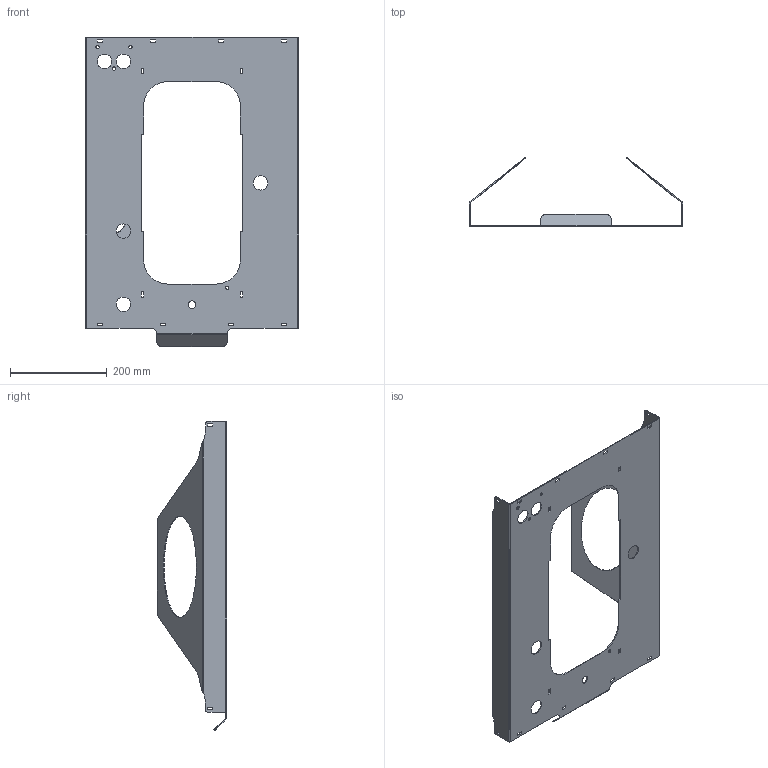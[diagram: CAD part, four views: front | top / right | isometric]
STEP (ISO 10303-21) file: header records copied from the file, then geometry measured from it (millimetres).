
FILE_DESCRIPTION((' '),'2;1');
FILE_NAME( '10 30 422 (Car Main Plate).stp', '2025-03-20T15:50:24', (' '), ('--- ---'), ' V2025.1 Dec 16 2024', ' 2025 (c)', ' ');
FILE_SCHEMA(('AP242_MANAGED_MODEL_BASED_3D_ENGINEERING_MIM_LF { 1 0 10303 442 1 1 4 }'));
Length unit declared in the file: millimetre
Products named in the file (1): 10 30 422 (Car Main Plate)
Bounding box: 441 x 143.51 x 639.98 mm (x, y, z)
Volume: 607314.6 mm3; surface area: 619081.9 mm2
Topology: 1 solids, 1 shells, 424 faces, 1226 edges, 804 vertices
Faces by surface type: plane 374, cylinder 40, bspline 10
Full cylindrical faces by diameter (mm): 6.5 x1, 7 x3, 16 x1, 30 x5
Entity records: 13848 total; most frequent: CARTESIAN_POINT 2607, ORIENTED_EDGE 2432, DIRECTION 2100, EDGE_CURVE 1216, VECTOR 1120, LINE 1120, VERTEX_POINT 804, EDGE_LOOP 492
